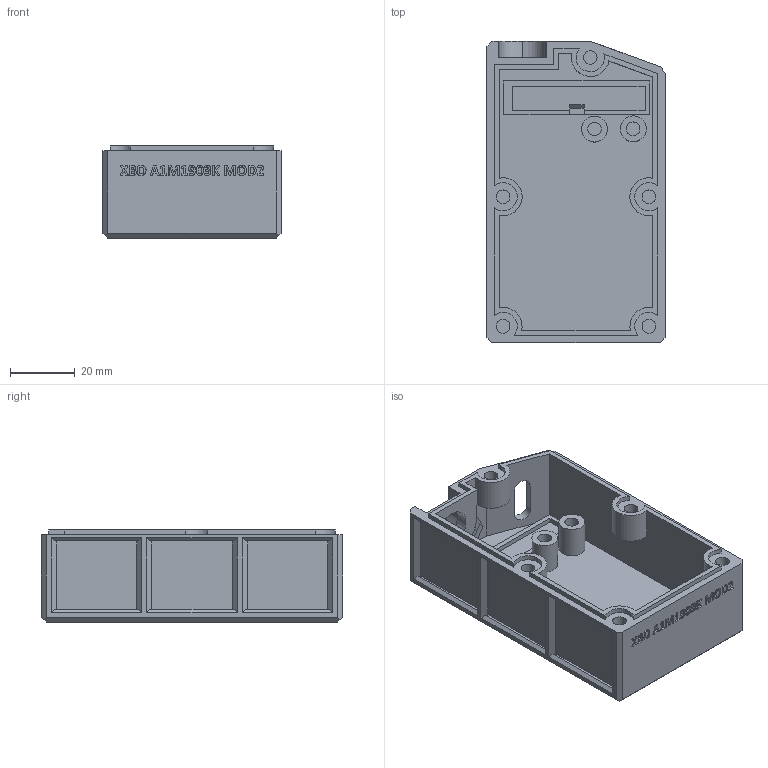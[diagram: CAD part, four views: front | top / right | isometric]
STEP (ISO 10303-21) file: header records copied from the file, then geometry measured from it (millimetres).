
FILE_DESCRIPTION(/* description */ (''),/* implementation_level */ '2;1');
FILE_NAME(/* name */ 'Lower Body.step',/* time_stamp */ '2025-04-27T22:09:49-05:00',/* author */ (''),/* organization */ (''),/* preprocessor_version */ 'ST-DEVELOPER v20.1',/* originating_system */ 'Autodesk Translation Framework v14.4.0.0',/* authorisation */ '');
FILE_SCHEMA (('AUTOMOTIVE_DESIGN { 1 0 10303 214 3 1 1 }'));
Length unit declared in the file: millimetre
Products named in the file (1): 2025-04-27-22-09-48-546
Bounding box: 55 x 93 x 28.5 mm (x, y, z)
Volume: 41603.3 mm3; surface area: 29153.3 mm2
Topology: 1 solids, 1 shells, 1288 faces, 3447 edges, 2297 vertices
Faces by surface type: plane 710, bspline 553, cylinder 25
Full cylindrical faces by diameter (mm): 4.2 x7, 6.75 x1, 8 x2, 12.4 x1
Entity records: 45115 total; most frequent: CARTESIAN_POINT 16629, ORIENTED_EDGE 6894, DIRECTION 3860, EDGE_CURVE 3447, VERTEX_POINT 2297, LINE 2288, VECTOR 2288, EDGE_LOOP 1430
